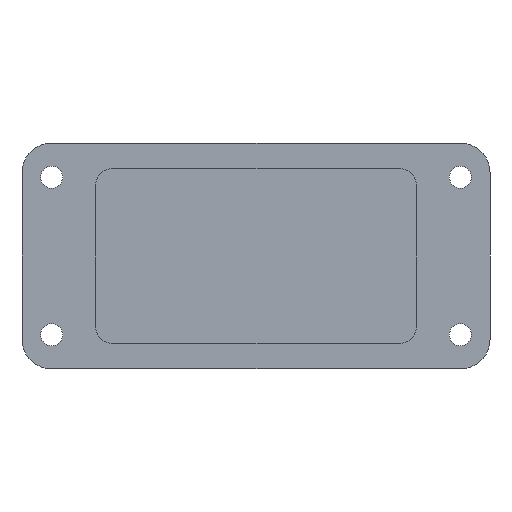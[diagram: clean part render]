
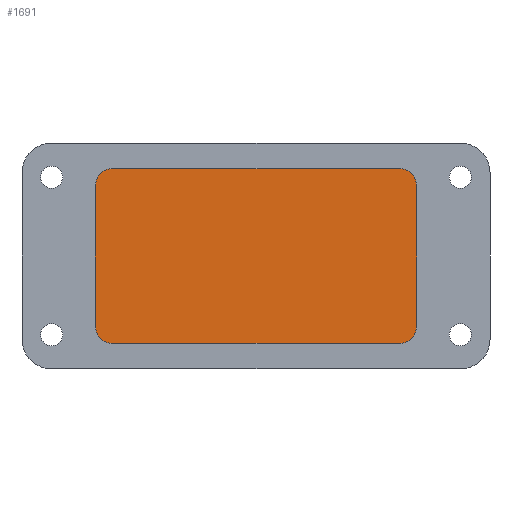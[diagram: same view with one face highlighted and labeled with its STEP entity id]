
A CAD part, front view. The second image highlights one B-rep face of the part: STEP entity #1691.
In plain terms, the highlighted face is planar.
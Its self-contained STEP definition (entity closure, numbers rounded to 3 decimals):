
#1180=DIRECTION('',(0.,0.,1.));
#1181=VECTOR('',#1180,33.5);
#1182=CARTESIAN_POINT('',(3.,-46.3,-16.75));
#1183=LINE('',#1182,#1181);
#1300=DIRECTION('',(0.,1.,0.));
#1301=VECTOR('',#1300,82.6);
#1302=CARTESIAN_POINT('',(3.,-41.3,21.75));
#1303=LINE('',#1302,#1301);
#1304=CARTESIAN_POINT('',(3.,41.3,-16.75));
#1305=DIRECTION('',(1.,0.,0.));
#1306=DIRECTION('',(0.,0.,-1.));
#1307=AXIS2_PLACEMENT_3D('',#1304,#1305,#1306);
#1309=CARTESIAN_POINT('',(3.,-41.3,-16.75));
#1310=DIRECTION('',(1.,0.,0.));
#1311=DIRECTION('',(0.,-1.,0.));
#1312=AXIS2_PLACEMENT_3D('',#1309,#1310,#1311);
#1314=CARTESIAN_POINT('',(3.,-41.3,16.75));
#1315=DIRECTION('',(1.,0.,0.));
#1316=DIRECTION('',(0.,0.,1.));
#1317=AXIS2_PLACEMENT_3D('',#1314,#1315,#1316);
#1319=CARTESIAN_POINT('',(3.,41.3,16.75));
#1320=DIRECTION('',(1.,0.,0.));
#1321=DIRECTION('',(0.,1.,0.));
#1322=AXIS2_PLACEMENT_3D('',#1319,#1320,#1321);
#1324=CARTESIAN_POINT('',(3.,-41.5,-16.));
#1325=DIRECTION('',(-1.,0.,0.));
#1326=DIRECTION('',(0.,1.,0.));
#1327=AXIS2_PLACEMENT_3D('',#1324,#1325,#1326);
#1329=CARTESIAN_POINT('',(3.,-41.5,-16.));
#1330=DIRECTION('',(-1.,0.,0.));
#1331=DIRECTION('',(0.,0.,1.));
#1332=AXIS2_PLACEMENT_3D('',#1329,#1330,#1331);
#1334=CARTESIAN_POINT('',(3.,-41.5,-16.));
#1335=DIRECTION('',(-1.,0.,0.));
#1336=DIRECTION('',(0.,0.,-1.));
#1337=AXIS2_PLACEMENT_3D('',#1334,#1335,#1336);
#1339=CARTESIAN_POINT('',(3.,-41.5,16.));
#1340=DIRECTION('',(-1.,0.,0.));
#1341=DIRECTION('',(0.,1.,0.));
#1342=AXIS2_PLACEMENT_3D('',#1339,#1340,#1341);
#1344=CARTESIAN_POINT('',(3.,-41.5,16.));
#1345=DIRECTION('',(-1.,0.,0.));
#1346=DIRECTION('',(0.,0.,1.));
#1347=AXIS2_PLACEMENT_3D('',#1344,#1345,#1346);
#1349=CARTESIAN_POINT('',(3.,-41.5,16.));
#1350=DIRECTION('',(-1.,0.,0.));
#1351=DIRECTION('',(0.,0.,-1.));
#1352=AXIS2_PLACEMENT_3D('',#1349,#1350,#1351);
#1354=CARTESIAN_POINT('',(3.,41.5,-16.));
#1355=DIRECTION('',(-1.,0.,0.));
#1356=DIRECTION('',(0.,1.,0.));
#1357=AXIS2_PLACEMENT_3D('',#1354,#1355,#1356);
#1359=CARTESIAN_POINT('',(3.,41.5,-16.));
#1360=DIRECTION('',(-1.,0.,0.));
#1361=DIRECTION('',(0.,0.,1.));
#1362=AXIS2_PLACEMENT_3D('',#1359,#1360,#1361);
#1364=CARTESIAN_POINT('',(3.,41.5,-16.));
#1365=DIRECTION('',(-1.,0.,0.));
#1366=DIRECTION('',(0.,0.,-1.));
#1367=AXIS2_PLACEMENT_3D('',#1364,#1365,#1366);
#1369=CARTESIAN_POINT('',(3.,41.5,16.));
#1370=DIRECTION('',(-1.,0.,0.));
#1371=DIRECTION('',(0.,1.,0.));
#1372=AXIS2_PLACEMENT_3D('',#1369,#1370,#1371);
#1374=CARTESIAN_POINT('',(3.,41.5,16.));
#1375=DIRECTION('',(-1.,0.,0.));
#1376=DIRECTION('',(0.,0.,1.));
#1377=AXIS2_PLACEMENT_3D('',#1374,#1375,#1376);
#1379=CARTESIAN_POINT('',(3.,41.5,16.));
#1380=DIRECTION('',(-1.,0.,0.));
#1381=DIRECTION('',(0.,0.,-1.));
#1382=AXIS2_PLACEMENT_3D('',#1379,#1380,#1381);
#1384=DIRECTION('',(0.,0.,-1.));
#1385=VECTOR('',#1384,33.5);
#1386=CARTESIAN_POINT('',(3.,46.3,16.75));
#1387=LINE('',#1386,#1385);
#1396=DIRECTION('',(0.,-1.,0.));
#1397=VECTOR('',#1396,82.6);
#1398=CARTESIAN_POINT('',(3.,41.3,-21.75));
#1399=LINE('',#1398,#1397);
#1460=CARTESIAN_POINT('',(3.,-46.3,-16.75));
#1461=VERTEX_POINT('',#1460);
#1462=CARTESIAN_POINT('',(3.,-46.3,16.75));
#1463=VERTEX_POINT('',#1462);
#1468=CARTESIAN_POINT('',(3.,41.3,-21.75));
#1469=VERTEX_POINT('',#1468);
#1470=CARTESIAN_POINT('',(3.,-41.3,-21.75));
#1471=VERTEX_POINT('',#1470);
#1476=CARTESIAN_POINT('',(3.,46.3,16.75));
#1477=VERTEX_POINT('',#1476);
#1478=CARTESIAN_POINT('',(3.,46.3,-16.75));
#1479=VERTEX_POINT('',#1478);
#1480=CARTESIAN_POINT('',(3.,-41.3,21.75));
#1481=CARTESIAN_POINT('',(3.,41.3,21.75));
#1482=VERTEX_POINT('',#1480);
#1483=VERTEX_POINT('',#1481);
#1488=CARTESIAN_POINT('',(3.,41.5,-18.25));
#1490=VERTEX_POINT('',#1488);
#1492=CARTESIAN_POINT('',(3.,41.5,-13.75));
#1494=VERTEX_POINT('',#1492);
#1496=CARTESIAN_POINT('',(3.,43.75,-16.));
#1497=VERTEX_POINT('',#1496);
#1502=CARTESIAN_POINT('',(3.,-41.5,13.75));
#1504=VERTEX_POINT('',#1502);
#1506=CARTESIAN_POINT('',(3.,-41.5,18.25));
#1508=VERTEX_POINT('',#1506);
#1510=CARTESIAN_POINT('',(3.,-39.25,16.));
#1511=VERTEX_POINT('',#1510);
#1516=CARTESIAN_POINT('',(3.,-41.5,-18.25));
#1518=VERTEX_POINT('',#1516);
#1520=CARTESIAN_POINT('',(3.,-41.5,-13.75));
#1522=VERTEX_POINT('',#1520);
#1524=CARTESIAN_POINT('',(3.,-39.25,-16.));
#1525=VERTEX_POINT('',#1524);
#1530=CARTESIAN_POINT('',(3.,41.5,13.75));
#1532=VERTEX_POINT('',#1530);
#1534=CARTESIAN_POINT('',(3.,41.5,18.25));
#1536=VERTEX_POINT('',#1534);
#1538=CARTESIAN_POINT('',(3.,43.75,16.));
#1539=VERTEX_POINT('',#1538);
#1638=CARTESIAN_POINT('',(3.,-41.5,-16.));
#1639=DIRECTION('',(1.,0.,0.));
#1640=DIRECTION('',(0.,0.,-1.));
#1641=AXIS2_PLACEMENT_3D('',#1638,#1639,#1640);
#1642=PLANE('',#1641);
#1644=ORIENTED_EDGE('',*,*,#1643,.T.);
#1646=ORIENTED_EDGE('',*,*,#1645,.F.);
#1648=ORIENTED_EDGE('',*,*,#1647,.T.);
#1650=ORIENTED_EDGE('',*,*,#1649,.F.);
#1651=ORIENTED_EDGE('',*,*,#1553,.T.);
#1653=ORIENTED_EDGE('',*,*,#1652,.F.);
#1654=ORIENTED_EDGE('',*,*,#1628,.T.);
#1656=ORIENTED_EDGE('',*,*,#1655,.F.);
#1657=EDGE_LOOP('',(#1644,#1646,#1648,#1650,#1651,#1653,#1654,#1656));
#1658=FACE_OUTER_BOUND('',#1657,.F.);
#1660=ORIENTED_EDGE('',*,*,#1659,.F.);
#1662=ORIENTED_EDGE('',*,*,#1661,.F.);
#1664=ORIENTED_EDGE('',*,*,#1663,.F.);
#1665=EDGE_LOOP('',(#1660,#1662,#1664));
#1666=FACE_BOUND('',#1665,.F.);
#1668=ORIENTED_EDGE('',*,*,#1667,.F.);
#1670=ORIENTED_EDGE('',*,*,#1669,.F.);
#1672=ORIENTED_EDGE('',*,*,#1671,.F.);
#1673=EDGE_LOOP('',(#1668,#1670,#1672));
#1674=FACE_BOUND('',#1673,.F.);
#1676=ORIENTED_EDGE('',*,*,#1675,.F.);
#1678=ORIENTED_EDGE('',*,*,#1677,.F.);
#1680=ORIENTED_EDGE('',*,*,#1679,.F.);
#1681=EDGE_LOOP('',(#1676,#1678,#1680));
#1682=FACE_BOUND('',#1681,.F.);
#1684=ORIENTED_EDGE('',*,*,#1683,.F.);
#1686=ORIENTED_EDGE('',*,*,#1685,.F.);
#1688=ORIENTED_EDGE('',*,*,#1687,.F.);
#1689=EDGE_LOOP('',(#1684,#1686,#1688));
#1690=FACE_BOUND('',#1689,.F.);
#1691=ADVANCED_FACE('',(#1658,#1666,#1674,#1682,#1690),#1642,.T.);
#1308=CIRCLE('',#1307,5.);
#1313=CIRCLE('',#1312,5.);
#1318=CIRCLE('',#1317,5.);
#1323=CIRCLE('',#1322,5.);
#1328=CIRCLE('',#1327,2.25);
#1333=CIRCLE('',#1332,2.25);
#1338=CIRCLE('',#1337,2.25);
#1343=CIRCLE('',#1342,2.25);
#1348=CIRCLE('',#1347,2.25);
#1353=CIRCLE('',#1352,2.25);
#1358=CIRCLE('',#1357,2.25);
#1363=CIRCLE('',#1362,2.25);
#1368=CIRCLE('',#1367,2.25);
#1373=CIRCLE('',#1372,2.25);
#1378=CIRCLE('',#1377,2.25);
#1383=CIRCLE('',#1382,2.25);
#1553=EDGE_CURVE('',#1461,#1463,#1183,.T.);
#1628=EDGE_CURVE('',#1482,#1483,#1303,.T.);
#1643=EDGE_CURVE('',#1477,#1479,#1387,.T.);
#1645=EDGE_CURVE('',#1469,#1479,#1308,.T.);
#1647=EDGE_CURVE('',#1469,#1471,#1399,.T.);
#1649=EDGE_CURVE('',#1461,#1471,#1313,.T.);
#1652=EDGE_CURVE('',#1482,#1463,#1318,.T.);
#1655=EDGE_CURVE('',#1477,#1483,#1323,.T.);
#1659=EDGE_CURVE('',#1525,#1518,#1328,.T.);
#1661=EDGE_CURVE('',#1522,#1525,#1333,.T.);
#1663=EDGE_CURVE('',#1518,#1522,#1338,.T.);
#1667=EDGE_CURVE('',#1511,#1504,#1343,.T.);
#1669=EDGE_CURVE('',#1508,#1511,#1348,.T.);
#1671=EDGE_CURVE('',#1504,#1508,#1353,.T.);
#1675=EDGE_CURVE('',#1497,#1490,#1358,.T.);
#1677=EDGE_CURVE('',#1494,#1497,#1363,.T.);
#1679=EDGE_CURVE('',#1490,#1494,#1368,.T.);
#1683=EDGE_CURVE('',#1539,#1532,#1373,.T.);
#1685=EDGE_CURVE('',#1536,#1539,#1378,.T.);
#1687=EDGE_CURVE('',#1532,#1536,#1383,.T.);
